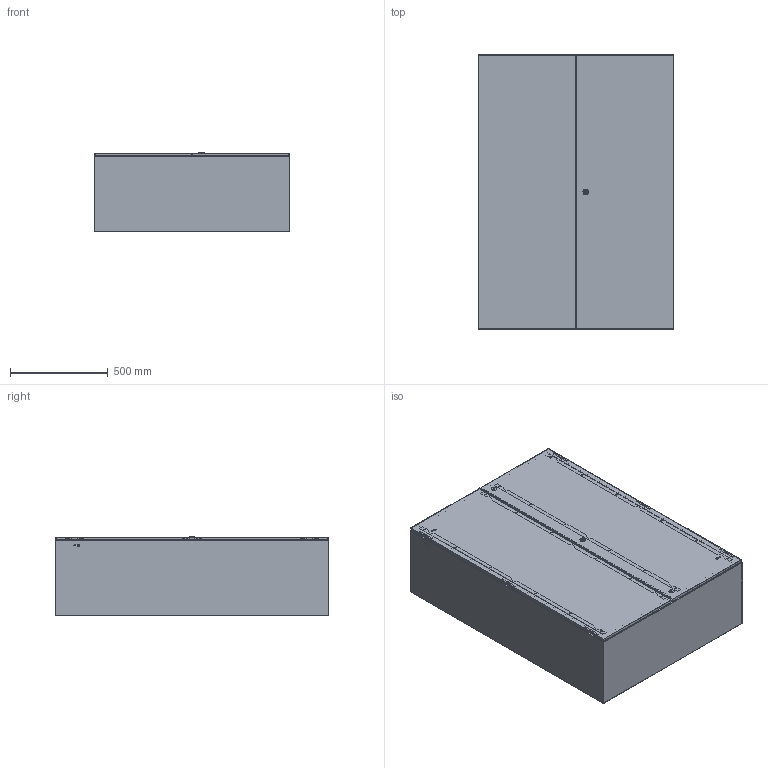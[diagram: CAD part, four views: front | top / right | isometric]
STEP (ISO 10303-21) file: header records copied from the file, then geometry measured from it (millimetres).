
FILE_DESCRIPTION (( 'STEP AP214' ), '1' );
FILE_NAME ('3351-1014-40-10.step', '2024-01-10T07:29:07', ( '' ), ( '' ), 'SwSTEP 2.0', 'SolidWorks 2019', '' );
FILE_SCHEMA (( 'AUTOMOTIVE_DESIGN' ));
Length unit declared in the file: millimetre
Products named in the file (7): Montageplatte_wg_0331-1014-00-13; 3351-1014-40-10; Montageplattenbeipack_wgES_1014; Tuer_gg_wgES_3351-1014-02-90; Tuer2_wgES_3351-1014-05-90; Tuer_lp_wgES_3351-1014-01-90; Korpus_wgES_1014-40
Assembly tree (6 placements, depth 3):
  3351-1014-40-10
    Korpus_wgES_1014-40
    Tuer2_wgES_3351-1014-05-90
      Tuer_gg_wgES_3351-1014-02-90
      Tuer_lp_wgES_3351-1014-01-90
    Montageplatte_wg_0331-1014-00-13
    Montageplattenbeipack_wgES_1014
Bounding box: 1000 x 1400 x 406.5 mm (x, y, z)
Volume: 12130312.3 mm3; surface area: 13179847.7 mm2
Topology: 57 solids, 57 shells, 3001 faces, 7605 edges, 4926 vertices
Faces by surface type: plane 1557, cylinder 1286, cone 66, torus 60, sphere 32
Entity records: 96645 total; most frequent: CARTESIAN_POINT 16662, DIRECTION 16323, ORIENTED_EDGE 15114, EDGE_CURVE 7557, AXIS2_PLACEMENT_3D 5931, VERTEX_POINT 4902, VECTOR 4461, LINE 4461
